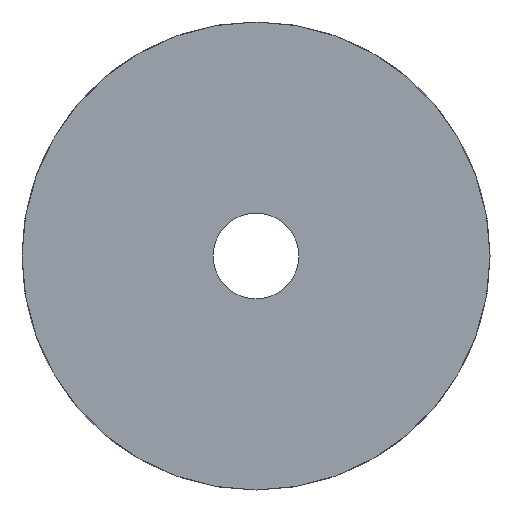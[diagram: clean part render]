
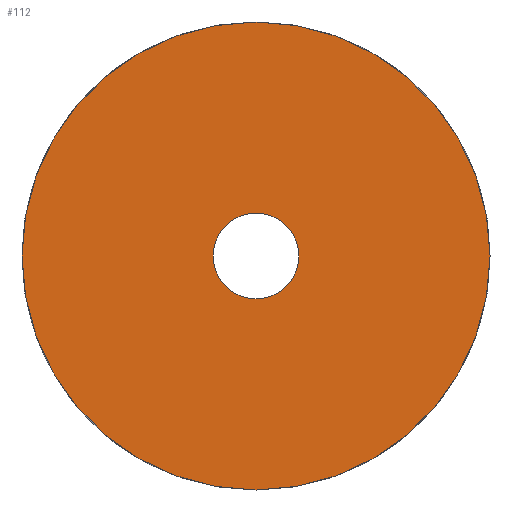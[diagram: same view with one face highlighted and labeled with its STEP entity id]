
A CAD part, left-side view. The second image highlights one B-rep face of the part: STEP entity #112.
In plain terms, the highlighted planar face has unit normal (-1, 0, 0).
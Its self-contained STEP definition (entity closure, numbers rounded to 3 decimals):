
#7 = CARTESIAN_POINT ( 'NONE',  ( -6., 0., -1.1 ) ) ;
#8 = EDGE_LOOP ( 'NONE', ( #171, #241 ) ) ;
#14 = DIRECTION ( 'NONE',  ( 0., 0., -1. ) ) ;
#16 = CIRCLE ( 'NONE', #277, 6. ) ;
#19 = DIRECTION ( 'NONE',  ( 1., 0., 0. ) ) ;
#22 = DIRECTION ( 'NONE',  ( 1., 0., 0. ) ) ;
#27 = EDGE_CURVE ( 'NONE', #211, #307, #169, .T. ) ;
#34 = EDGE_CURVE ( 'NONE', #307, #211, #16, .T. ) ;
#36 = DIRECTION ( 'NONE',  ( 1., 0., 0. ) ) ;
#51 = ORIENTED_EDGE ( 'NONE', *, *, #34, .F. ) ;
#52 = CARTESIAN_POINT ( 'NONE',  ( -6., 0., 0. ) ) ;
#55 = VERTEX_POINT ( 'NONE', #264 ) ;
#62 = ORIENTED_EDGE ( 'NONE', *, *, #27, .F. ) ;
#75 = AXIS2_PLACEMENT_3D ( 'NONE', #152, #234, #14 ) ;
#98 = CARTESIAN_POINT ( 'NONE',  ( -6., 0., 0. ) ) ;
#112 = ADVANCED_FACE ( 'NONE', ( #329, #168 ), #193, .F. ) ;
#116 = DIRECTION ( 'NONE',  ( 0., 0., -1. ) ) ;
#143 = EDGE_LOOP ( 'NONE', ( #51, #62 ) ) ;
#145 = VERTEX_POINT ( 'NONE', #7 ) ;
#152 = CARTESIAN_POINT ( 'NONE',  ( -6., 0., 0. ) ) ;
#165 = CIRCLE ( 'NONE', #75, 1.1 ) ;
#168 = FACE_OUTER_BOUND ( 'NONE', #143, .T. ) ;
#169 = CIRCLE ( 'NONE', #320, 6. ) ;
#171 = ORIENTED_EDGE ( 'NONE', *, *, #344, .T. ) ;
#172 = AXIS2_PLACEMENT_3D ( 'NONE', #98, #19, #179 ) ;
#176 = CARTESIAN_POINT ( 'NONE',  ( -6., 0., -6. ) ) ;
#179 = DIRECTION ( 'NONE',  ( 0., 0., -1. ) ) ;
#193 = PLANE ( 'NONE',  #349 ) ;
#196 = CARTESIAN_POINT ( 'NONE',  ( -6., 0., 6. ) ) ;
#206 = CARTESIAN_POINT ( 'NONE',  ( -6., 0., 0. ) ) ;
#209 = DIRECTION ( 'NONE',  ( 0., 0., -1. ) ) ;
#211 = VERTEX_POINT ( 'NONE', #196 ) ;
#222 = CARTESIAN_POINT ( 'NONE',  ( -6., 0., 0. ) ) ;
#234 = DIRECTION ( 'NONE',  ( 1., 0., 0. ) ) ;
#241 = ORIENTED_EDGE ( 'NONE', *, *, #308, .T. ) ;
#242 = CIRCLE ( 'NONE', #172, 1.1 ) ;
#264 = CARTESIAN_POINT ( 'NONE',  ( -6., 0., 1.1 ) ) ;
#265 = DIRECTION ( 'NONE',  ( 1., 0., 0. ) ) ;
#277 = AXIS2_PLACEMENT_3D ( 'NONE', #52, #265, #321 ) ;
#307 = VERTEX_POINT ( 'NONE', #176 ) ;
#308 = EDGE_CURVE ( 'NONE', #55, #145, #242, .T. ) ;
#320 = AXIS2_PLACEMENT_3D ( 'NONE', #206, #22, #209 ) ;
#321 = DIRECTION ( 'NONE',  ( 0., 0., -1. ) ) ;
#329 = FACE_BOUND ( 'NONE', #8, .T. ) ;
#344 = EDGE_CURVE ( 'NONE', #145, #55, #165, .T. ) ;
#349 = AXIS2_PLACEMENT_3D ( 'NONE', #222, #36, #116 ) ;
